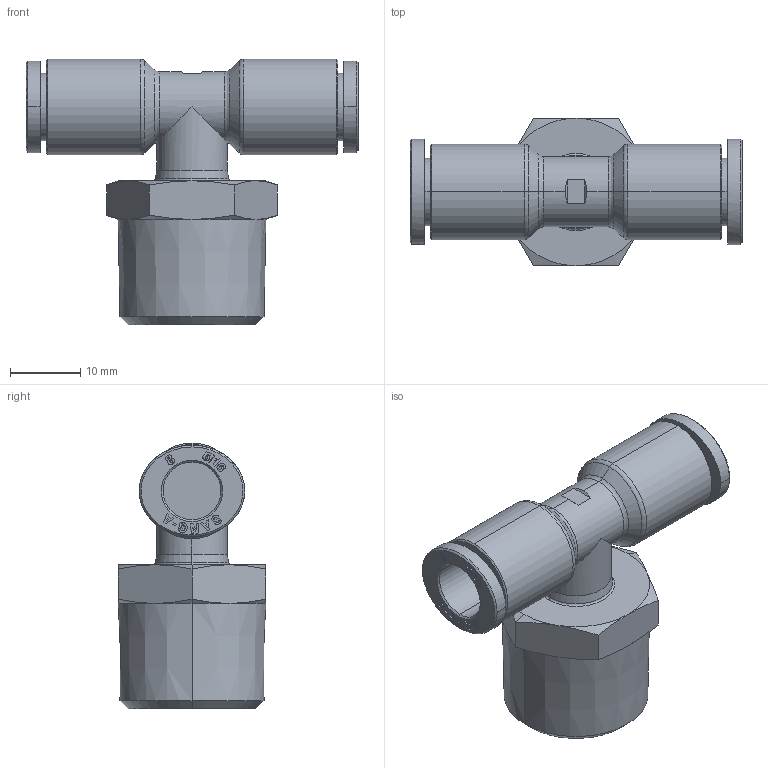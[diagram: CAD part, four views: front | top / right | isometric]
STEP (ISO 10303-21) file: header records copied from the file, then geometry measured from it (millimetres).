
FILE_DESCRIPTION((''),'2;1');
FILE_NAME('GPT 0804(3D).stp','2012-12-26T18:53:43',(''),(''),'Mechanical Desktop.R8.0.24.0','Mechanical Desktop.R8.0.24.0',', , ');
FILE_SCHEMA(('CONFIG_CONTROL_DESIGN'));
Length unit declared in the file: millimetre
Products named in the file (2): GPT 0804(3D); ºÎÇ°1
Assembly tree (1 placements, depth 2):
  GPT 0804(3D)
    ºÎÇ°1
Bounding box: 47.2 x 21 x 37.8 mm (x, y, z)
Volume: 9670.4 mm3; surface area: 6066.5 mm2
Topology: 1 solids, 1 shells, 831 faces, 2318 edges, 1527 vertices
Faces by surface type: plane 685, bspline 64, cone 42, cylinder 36, torus 4
Entity records: 27913 total; most frequent: CARTESIAN_POINT 6588, ORIENTED_EDGE 4632, DIRECTION 4060, EDGE_CURVE 2316, VECTOR 2034, LINE 2034, VERTEX_POINT 1527, AXIS2_PLACEMENT_3D 1013
